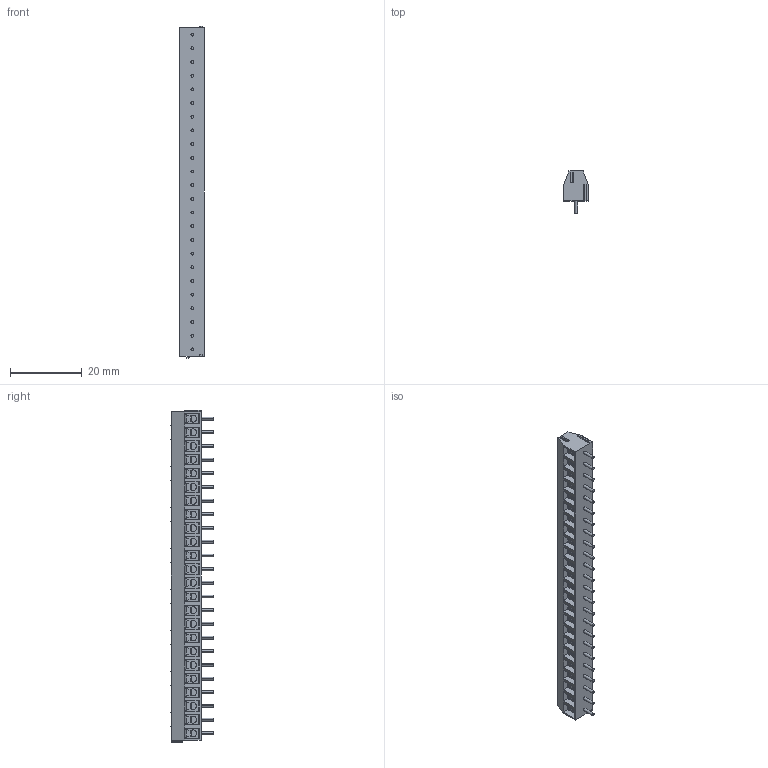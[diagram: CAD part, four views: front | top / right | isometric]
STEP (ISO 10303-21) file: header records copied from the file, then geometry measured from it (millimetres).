
FILE_DESCRIPTION((''),'2;1');
FILE_NAME('PRT0001','2025-04-06T',('sj'),(''),'PRO/ENGINEER BY PARAMETRIC TECHNOLOGY CORPORATION, 2013240','PRO/ENGINEER BY PARAMETRIC TECHNOLOGY CORPORATION, 2013240','');
FILE_SCHEMA(('AUTOMOTIVE_DESIGN_CC2 { 1 2 10303 214 -1 1 5 2 }'));
Length unit declared in the file: millimetre
Products named in the file (1): PRT0001
Bounding box: 6.8 x 12.05 x 92.44 mm (x, y, z)
Volume: 4169.9 mm3; surface area: 3922.2 mm2
Topology: 1 solids, 1 shells, 1076 faces, 2814 edges, 1796 vertices
Faces by surface type: plane 600, cylinder 396, torus 48, sphere 32
Entity records: 33540 total; most frequent: CARTESIAN_POINT 7228, ORIENTED_EDGE 5564, DIRECTION 5310, EDGE_CURVE 2782, AXIS2_PLACEMENT_3D 1836, VERTEX_POINT 1796, VECTOR 1638, LINE 1638
